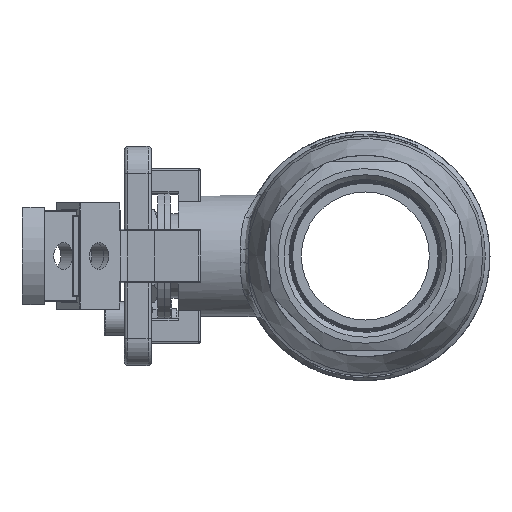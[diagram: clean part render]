
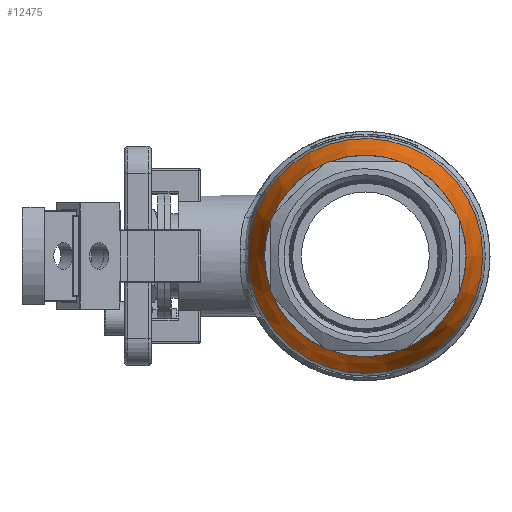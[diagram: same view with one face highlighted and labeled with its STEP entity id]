
A CAD part, left-side view. The second image highlights one B-rep face of the part: STEP entity #12475.
In plain terms, the highlighted conical face has half-angle 22.171 degrees and reference radius 29.9 mm.
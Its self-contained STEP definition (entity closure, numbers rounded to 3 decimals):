
#2436=CIRCLE('',#13366,34.861);
#2437=CIRCLE('',#13367,29.9);
#2872=CONICAL_SURFACE('',#13365,29.9,0.387);
#3329=ORIENTED_EDGE('',*,*,#7142,.T.);
#3330=ORIENTED_EDGE('',*,*,#7143,.T.);
#3331=ORIENTED_EDGE('',*,*,#7144,.T.);
#3332=ORIENTED_EDGE('',*,*,#7145,.F.);
#7142=EDGE_CURVE('',#9049,#9050,#10276,.T.);
#7143=EDGE_CURVE('',#9050,#9051,#10277,.T.);
#7144=EDGE_CURVE('',#9051,#9049,#2436,.T.);
#7145=EDGE_CURVE('',#9052,#9052,#2437,.T.);
#9049=VERTEX_POINT('',#40811);
#9050=VERTEX_POINT('',#40812);
#9051=VERTEX_POINT('',#40817);
#9052=VERTEX_POINT('',#40820);
#10276=B_SPLINE_CURVE_WITH_KNOTS('',3,(#40807,#40808,#40809,#40810),
 .UNSPECIFIED.,.F.,.F.,(4,4),(0.,1.),.UNSPECIFIED.);
#10277=B_SPLINE_CURVE_WITH_KNOTS('',3,(#40813,#40814,#40815,#40816),
 .UNSPECIFIED.,.F.,.F.,(4,4),(0.,1.),.UNSPECIFIED.);
#10639=EDGE_LOOP('',(#3329,#3330,#3331));
#10640=EDGE_LOOP('',(#3332));
#11531=FACE_BOUND('',#10639,.T.);
#11532=FACE_BOUND('',#10640,.T.);
#12475=ADVANCED_FACE('',(#11531,#11532),#2872,.T.);
#13365=AXIS2_PLACEMENT_3D('',#40806,#14656,#14657);
#13366=AXIS2_PLACEMENT_3D('',#40818,#14658,#14659);
#13367=AXIS2_PLACEMENT_3D('',#40819,#14660,#14661);
#14656=DIRECTION('',(1.,0.,0.));
#14657=DIRECTION('',(0.,1.,0.));
#14658=DIRECTION('',(-1.,0.,0.));
#14659=DIRECTION('',(0.,-1.,0.));
#14660=DIRECTION('',(-1.,0.,0.));
#14661=DIRECTION('',(0.,-1.,0.));
#40806=CARTESIAN_POINT('',(-31.6,0.,0.));
#40807=CARTESIAN_POINT('',(-19.427,34.794,2.159));
#40808=CARTESIAN_POINT('',(-19.513,34.803,1.442));
#40809=CARTESIAN_POINT('',(-19.557,34.808,0.722));
#40810=CARTESIAN_POINT('',(-19.557,34.808,0.));
#40811=CARTESIAN_POINT('',(-19.427,34.794,2.159));
#40812=CARTESIAN_POINT('',(-19.557,34.808,0.));
#40813=CARTESIAN_POINT('',(-19.557,34.808,0.));
#40814=CARTESIAN_POINT('',(-19.557,34.808,-0.722));
#40815=CARTESIAN_POINT('',(-19.513,34.803,-1.442));
#40816=CARTESIAN_POINT('',(-19.427,34.794,-2.159));
#40817=CARTESIAN_POINT('',(-19.427,34.794,-2.159));
#40818=CARTESIAN_POINT('',(-19.427,0.,0.));
#40819=CARTESIAN_POINT('',(-31.6,0.,0.));
#40820=CARTESIAN_POINT('',(-31.6,-29.9,0.));
